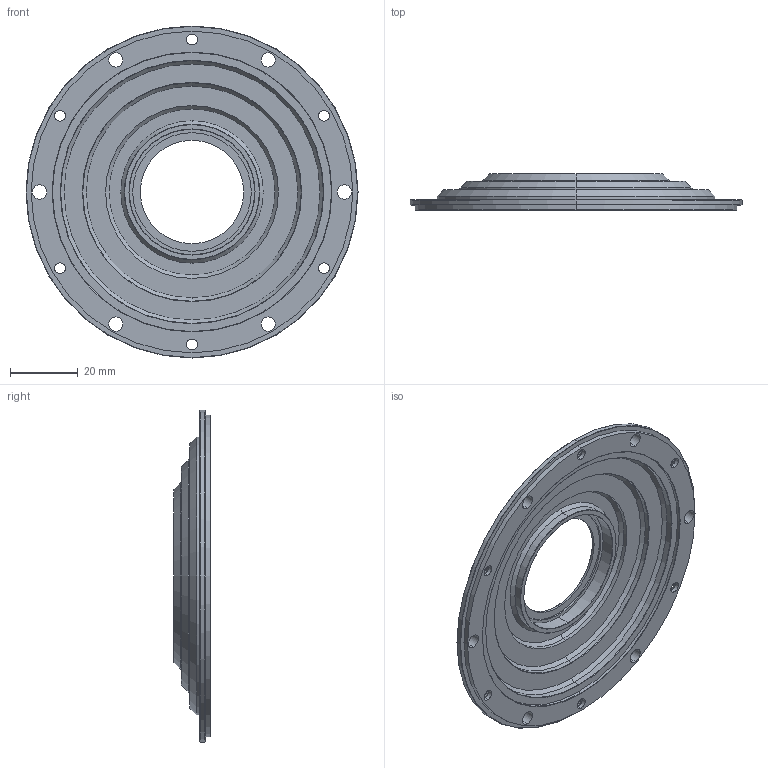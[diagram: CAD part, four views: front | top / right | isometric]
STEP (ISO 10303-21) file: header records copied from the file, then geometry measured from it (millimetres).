
FILE_DESCRIPTION (( 'STEP AP214' ), '1' );
FILE_NAME ('DY 8116 狟裔20231219.STEP', '2023-12-19T15:21:43', ( '' ), ( '' ), 'SwSTEP 2.0', 'SolidWorks 2021', '' );
FILE_SCHEMA (( 'AUTOMOTIVE_DESIGN' ));
Length unit declared in the file: millimetre
Products named in the file (1): DY 8116 狟裔20231219
Bounding box: 98 x 10.7 x 98 mm (x, y, z)
Volume: 17392.3 mm3; surface area: 17919.4 mm2
Topology: 1 solids, 1 shells, 285 faces, 696 edges, 442 vertices
Faces by surface type: plane 98, bspline 71, cylinder 62, cone 54
Entity records: 12264 total; most frequent: CARTESIAN_POINT 5831, ORIENTED_EDGE 1392, DIRECTION 1150, EDGE_CURVE 696, VERTEX_POINT 442, VECTOR 388, LINE 388, AXIS2_PLACEMENT_3D 381
